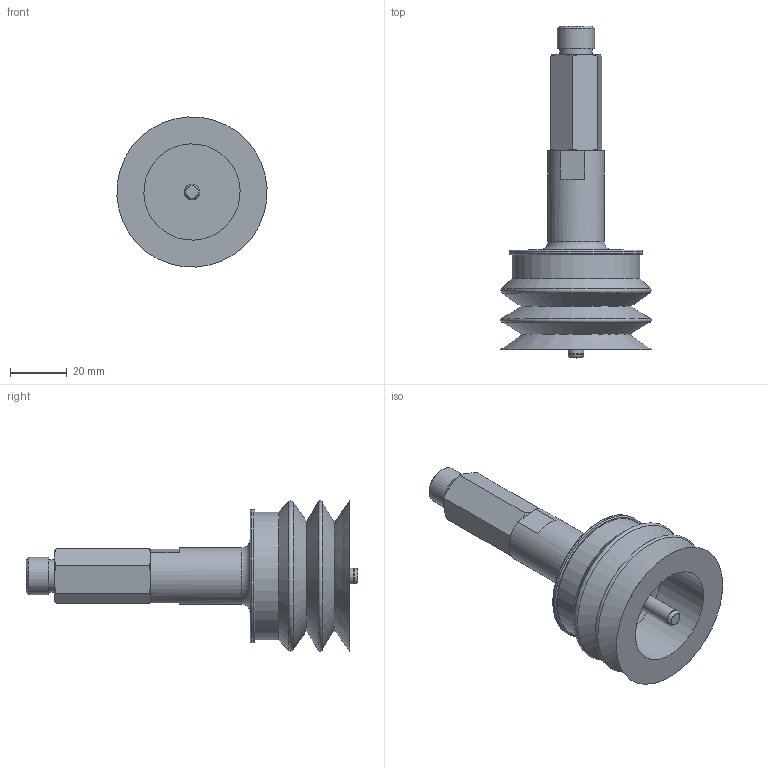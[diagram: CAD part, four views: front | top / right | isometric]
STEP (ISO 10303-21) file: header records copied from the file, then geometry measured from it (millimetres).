
FILE_DESCRIPTION(/* description */ (''),/* implementation_level */ '2;1');
FILE_NAME(/* name */ 'vf55nat_racval9.stp',/* time_stamp */ '2024-05-16T09:04:18+02:00',/* author */ ('enginyeria3'),/* organization */ (''),/* preprocessor_version */ 'ST-DEVELOPER v20',/* originating_system */ 'Autodesk Inventor 2024',/* authorisation */ '');
FILE_SCHEMA (('AUTOMOTIVE_DESIGN { 1 0 10303 214 3 1 1 }'));
Length unit declared in the file: millimetre
Products named in the file (1): Pieza5
Bounding box: 52.92 x 117.05 x 52.92 mm (x, y, z)
Volume: 46264.9 mm3; surface area: 21577.7 mm2
Topology: 1 solids, 1 shells, 57 faces, 119 edges, 74 vertices
Faces by surface type: plane 22, cone 19, cylinder 10, torus 5, bspline 1
Full cylindrical faces by diameter (mm): 5.577 x1, 9 x1, 11.445 x1, 13.157 x1, 20 x1, 33.959 x1, 37 x1, 40.83 x1, 45.148 x1, 47 x1
Entity records: 1645 total; most frequent: CARTESIAN_POINT 325, DIRECTION 273, ORIENTED_EDGE 238, AXIS2_PLACEMENT_3D 121, EDGE_CURVE 119, VERTEX_POINT 74, EDGE_LOOP 67, CIRCLE 64
